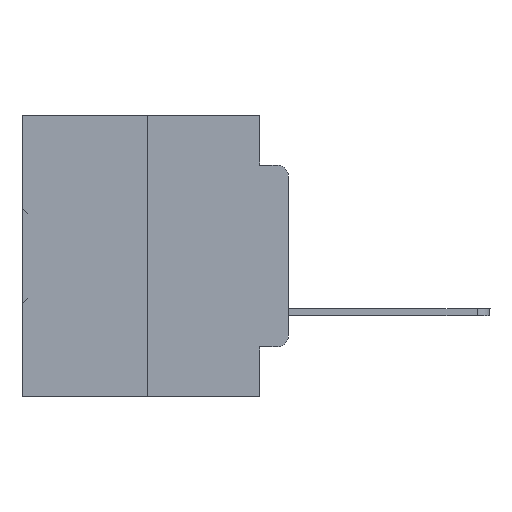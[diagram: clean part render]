
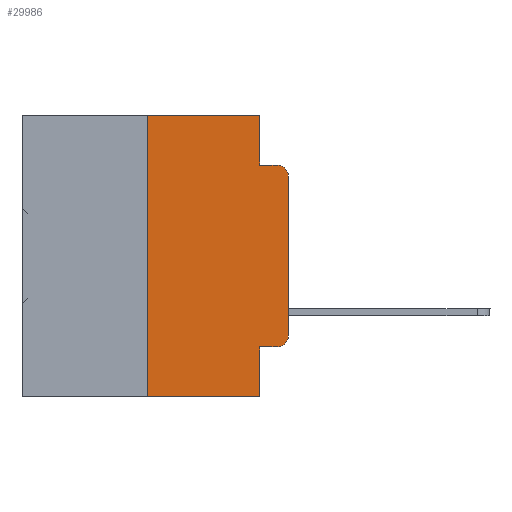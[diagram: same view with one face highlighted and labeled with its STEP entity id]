
A CAD part, left-side view. The second image highlights one B-rep face of the part: STEP entity #29986.
In plain terms, the highlighted planar face has unit normal (-1, 0, 0).
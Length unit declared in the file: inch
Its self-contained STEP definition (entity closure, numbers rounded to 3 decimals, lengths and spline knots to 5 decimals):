
#652 = EDGE_LOOP ( 'NONE', ( #13521, #27220, #7046, #36440, #12370, #32909, #1585, #6627, #19651, #23724 ) ) ;
#1261 = CARTESIAN_POINT ( 'NONE',  ( 0., 0.051, 0. ) ) ;
#1585 = ORIENTED_EDGE ( 'NONE', *, *, #21907, .T. ) ;
#1675 = VECTOR ( 'NONE', #1693, 39.37008 ) ;
#1693 = DIRECTION ( 'NONE',  ( 0., -1., 0. ) ) ;
#1881 = CARTESIAN_POINT ( 'NONE',  ( 0., 0.02, -0.3915 ) ) ;
#2323 = LINE ( 'NONE', #2504, #26067 ) ;
#2388 = CARTESIAN_POINT ( 'NONE',  ( 0., 0.051, -0.0885 ) ) ;
#2497 = LINE ( 'NONE', #13773, #10311 ) ;
#2504 = CARTESIAN_POINT ( 'NONE',  ( 0., 0.051, 0. ) ) ;
#2688 = DIRECTION ( 'NONE',  ( 0., 0., -1. ) ) ;
#2887 = FACE_OUTER_BOUND ( 'NONE', #652, .T. ) ;
#3499 = LINE ( 'NONE', #30296, #4617 ) ;
#4617 = VECTOR ( 'NONE', #12836, 39.37008 ) ;
#5232 = VERTEX_POINT ( 'NONE', #2388 ) ;
#5266 = CARTESIAN_POINT ( 'NONE',  ( 0., 0.02, -0.0885 ) ) ;
#5340 = EDGE_CURVE ( 'NONE', #7030, #12977, #10611, .T. ) ;
#5704 = VERTEX_POINT ( 'NONE', #20551 ) ;
#6240 = VERTEX_POINT ( 'NONE', #33254 ) ;
#6627 = ORIENTED_EDGE ( 'NONE', *, *, #31951, .F. ) ;
#6642 = VERTEX_POINT ( 'NONE', #19516 ) ;
#7030 = VERTEX_POINT ( 'NONE', #26816 ) ;
#7046 = ORIENTED_EDGE ( 'NONE', *, *, #35225, .F. ) ;
#7322 = DIRECTION ( 'NONE',  ( 0., 0., -1. ) ) ;
#7832 = EDGE_CURVE ( 'NONE', #5704, #16239, #32874, .T. ) ;
#8100 = CARTESIAN_POINT ( 'NONE',  ( 0., 0.25, 0. ) ) ;
#8237 = CARTESIAN_POINT ( 'NONE',  ( 0., 0.02, -0.4115 ) ) ;
#8756 = CARTESIAN_POINT ( 'NONE',  ( 0., 0.051, -0.4115 ) ) ;
#9078 = DIRECTION ( 'NONE',  ( 1., 0., 0. ) ) ;
#9565 = VERTEX_POINT ( 'NONE', #8237 ) ;
#9725 = EDGE_CURVE ( 'NONE', #6240, #7030, #2497, .T. ) ;
#10007 = AXIS2_PLACEMENT_3D ( 'NONE', #1881, #21791, #7322 ) ;
#10099 = VECTOR ( 'NONE', #36683, 39.37008 ) ;
#10311 = VECTOR ( 'NONE', #22604, 39.37008 ) ;
#10611 = CIRCLE ( 'NONE', #17203, 0.02 ) ;
#12250 = VECTOR ( 'NONE', #22937, 39.37008 ) ;
#12330 = VECTOR ( 'NONE', #13509, 39.37008 ) ;
#12361 = EDGE_CURVE ( 'NONE', #16239, #5232, #2323, .T. ) ;
#12370 = ORIENTED_EDGE ( 'NONE', *, *, #7832, .F. ) ;
#12398 = CARTESIAN_POINT ( 'NONE',  ( 0., 0.051, -0.4115 ) ) ;
#12836 = DIRECTION ( 'NONE',  ( 0., -1., 0. ) ) ;
#12962 = LINE ( 'NONE', #30787, #12330 ) ;
#12977 = VERTEX_POINT ( 'NONE', #5266 ) ;
#13509 = DIRECTION ( 'NONE',  ( 0., 0., -1. ) ) ;
#13521 = ORIENTED_EDGE ( 'NONE', *, *, #9725, .T. ) ;
#13773 = CARTESIAN_POINT ( 'NONE',  ( 0., 0., 0. ) ) ;
#14614 = AXIS2_PLACEMENT_3D ( 'NONE', #14699, #9078, #2688 ) ;
#14699 = CARTESIAN_POINT ( 'NONE',  ( 0., 0.473, 0. ) ) ;
#16026 = LINE ( 'NONE', #16764, #10099 ) ;
#16239 = VERTEX_POINT ( 'NONE', #1261 ) ;
#16764 = CARTESIAN_POINT ( 'NONE',  ( 0., 0.473, -0.5 ) ) ;
#17203 = AXIS2_PLACEMENT_3D ( 'NONE', #34699, #26041, #23963 ) ;
#17472 = LINE ( 'NONE', #8100, #12250 ) ;
#19516 = CARTESIAN_POINT ( 'NONE',  ( 0., 0.051, -0.5 ) ) ;
#19651 = ORIENTED_EDGE ( 'NONE', *, *, #31396, .T. ) ;
#20346 = PLANE ( 'NONE',  #14614 ) ;
#20551 = CARTESIAN_POINT ( 'NONE',  ( 0., 0.25, 0. ) ) ;
#20620 = VERTEX_POINT ( 'NONE', #32717 ) ;
#21791 = DIRECTION ( 'NONE',  ( -1., 0., 0. ) ) ;
#21907 = EDGE_CURVE ( 'NONE', #20620, #6642, #16026, .T. ) ;
#22604 = DIRECTION ( 'NONE',  ( 0., 0., 1. ) ) ;
#22937 = DIRECTION ( 'NONE',  ( 0., 0., 1. ) ) ;
#23724 = ORIENTED_EDGE ( 'NONE', *, *, #34505, .T. ) ;
#23963 = DIRECTION ( 'NONE',  ( 0., 0., -1. ) ) ;
#26041 = DIRECTION ( 'NONE',  ( -1., 0., 0. ) ) ;
#26067 = VECTOR ( 'NONE', #37069, 39.37008 ) ;
#26816 = CARTESIAN_POINT ( 'NONE',  ( 0., 0., -0.1085 ) ) ;
#27220 = ORIENTED_EDGE ( 'NONE', *, *, #5340, .T. ) ;
#27372 = CIRCLE ( 'NONE', #10007, 0.02 ) ;
#27436 = CARTESIAN_POINT ( 'NONE',  ( 0., 0.473, 0. ) ) ;
#29094 = VECTOR ( 'NONE', #35033, 39.37008 ) ;
#29395 = LINE ( 'NONE', #8756, #29094 ) ;
#29986 = ADVANCED_FACE ( 'NONE', ( #2887 ), #20346, .F. ) ;
#30296 = CARTESIAN_POINT ( 'NONE',  ( 0., 0.051, -0.0885 ) ) ;
#30440 = EDGE_CURVE ( 'NONE', #20620, #5704, #17472, .T. ) ;
#30535 = VERTEX_POINT ( 'NONE', #12398 ) ;
#30787 = CARTESIAN_POINT ( 'NONE',  ( 0., 0.051, 0. ) ) ;
#31396 = EDGE_CURVE ( 'NONE', #30535, #9565, #29395, .T. ) ;
#31951 = EDGE_CURVE ( 'NONE', #30535, #6642, #12962, .T. ) ;
#32717 = CARTESIAN_POINT ( 'NONE',  ( 0., 0.25, -0.5 ) ) ;
#32874 = LINE ( 'NONE', #27436, #1675 ) ;
#32909 = ORIENTED_EDGE ( 'NONE', *, *, #30440, .F. ) ;
#33254 = CARTESIAN_POINT ( 'NONE',  ( 0., 0., -0.3915 ) ) ;
#34505 = EDGE_CURVE ( 'NONE', #9565, #6240, #27372, .T. ) ;
#34699 = CARTESIAN_POINT ( 'NONE',  ( 0., 0.02, -0.1085 ) ) ;
#35033 = DIRECTION ( 'NONE',  ( 0., -1., 0. ) ) ;
#35225 = EDGE_CURVE ( 'NONE', #5232, #12977, #3499, .T. ) ;
#36440 = ORIENTED_EDGE ( 'NONE', *, *, #12361, .F. ) ;
#36683 = DIRECTION ( 'NONE',  ( 0., -1., 0. ) ) ;
#37069 = DIRECTION ( 'NONE',  ( 0., 0., -1. ) ) ;
